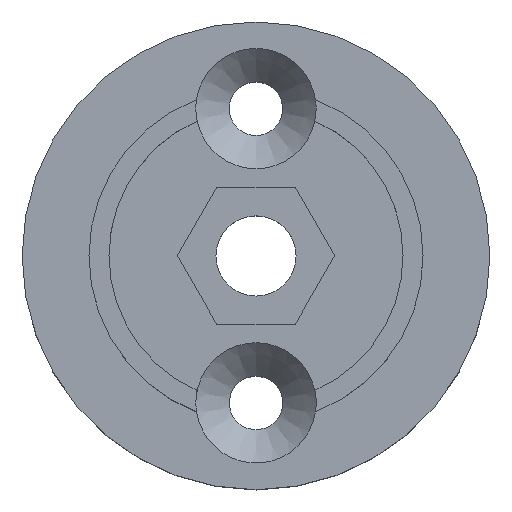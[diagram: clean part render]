
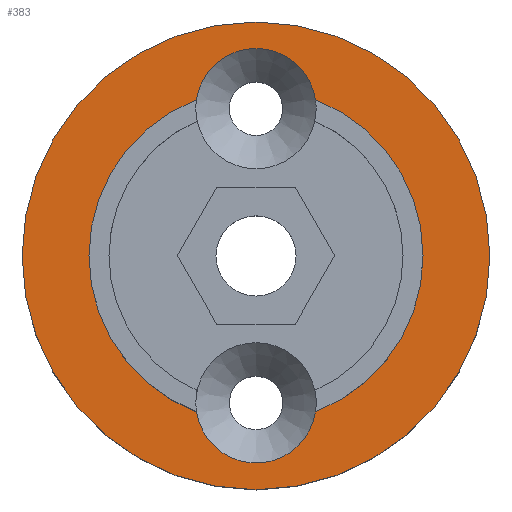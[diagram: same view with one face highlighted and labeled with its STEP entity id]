
A CAD part, top view. The second image highlights one B-rep face of the part: STEP entity #383.
In plain terms, the highlighted planar face has unit normal (0, 0, 1).
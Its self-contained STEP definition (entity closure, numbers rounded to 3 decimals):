
#243=CARTESIAN_POINT('',(481.594,1420.125,-36.016));
#244=VERTEX_POINT('',#243);
#266=CARTESIAN_POINT('',(481.585,1443.488,-36.016));
#267=VERTEX_POINT('',#266);
#268=CARTESIAN_POINT('',(486.038,1431.809,-36.016));
#269=DIRECTION('',(0.,0.,-1.));
#270=DIRECTION('',(-0.,1.,0.));
#271=AXIS2_PLACEMENT_3D('',#268,#269,#270);
#272=CIRCLE('',#271,12.5);
#273=EDGE_CURVE('',#244,#267,#272,.T.);
#321=CARTESIAN_POINT('',(486.038,1431.809,-36.016));
#322=DIRECTION('',(-0.,-0.,1.));
#323=DIRECTION('',(-1.,-0.,-0.));
#324=AXIS2_PLACEMENT_3D('',#321,#322,#323);
#325=PLANE('',#324);
#326=CARTESIAN_POINT('',(486.038,1414.309,-36.016));
#327=VERTEX_POINT('',#326);
#328=CARTESIAN_POINT('',(468.538,1431.809,-36.016));
#329=VERTEX_POINT('',#328);
#330=CARTESIAN_POINT('',(486.038,1431.809,-36.016));
#331=DIRECTION('',(-0.,-0.,1.));
#332=DIRECTION('',(0.,-1.,-0.));
#333=AXIS2_PLACEMENT_3D('',#330,#331,#332);
#334=CIRCLE('',#333,17.5);
#335=EDGE_CURVE('',#327,#329,#334,.T.);
#336=ORIENTED_EDGE('',*,*,#335,.T.);
#337=CARTESIAN_POINT('',(486.038,1431.809,-36.016));
#338=DIRECTION('',(-0.,-0.,1.));
#339=DIRECTION('',(0.,-1.,-0.));
#340=AXIS2_PLACEMENT_3D('',#337,#338,#339);
#341=CIRCLE('',#340,17.5);
#342=EDGE_CURVE('',#329,#327,#341,.T.);
#343=ORIENTED_EDGE('',*,*,#342,.T.);
#344=EDGE_LOOP('',(#336,#343));
#345=FACE_BOUND('',#344,.T.);
#346=ORIENTED_EDGE('',*,*,#273,.T.);
#347=CARTESIAN_POINT('',(486.036,1447.327,-36.016));
#348=VERTEX_POINT('',#347);
#349=CARTESIAN_POINT('',(486.036,1442.827,-36.016));
#350=DIRECTION('',(0.,0.,-1.));
#351=DIRECTION('',(-0.,1.,0.));
#352=AXIS2_PLACEMENT_3D('',#349,#350,#351);
#353=CIRCLE('',#352,4.5);
#354=EDGE_CURVE('',#267,#348,#353,.T.);
#355=ORIENTED_EDGE('',*,*,#354,.T.);
#356=CARTESIAN_POINT('',(490.486,1443.49,-36.016));
#357=VERTEX_POINT('',#356);
#358=CARTESIAN_POINT('',(486.036,1442.827,-36.016));
#359=DIRECTION('',(0.,0.,-1.));
#360=DIRECTION('',(-0.,1.,0.));
#361=AXIS2_PLACEMENT_3D('',#358,#359,#360);
#362=CIRCLE('',#361,4.5);
#363=EDGE_CURVE('',#348,#357,#362,.T.);
#364=ORIENTED_EDGE('',*,*,#363,.T.);
#365=CARTESIAN_POINT('',(490.489,1420.128,-36.016));
#366=VERTEX_POINT('',#365);
#367=CARTESIAN_POINT('',(486.038,1431.809,-36.016));
#368=DIRECTION('',(0.,0.,-1.));
#369=DIRECTION('',(-0.,1.,0.));
#370=AXIS2_PLACEMENT_3D('',#367,#368,#369);
#371=CIRCLE('',#370,12.5);
#372=EDGE_CURVE('',#357,#366,#371,.T.);
#373=ORIENTED_EDGE('',*,*,#372,.T.);
#374=CARTESIAN_POINT('',(486.041,1420.811,-36.016));
#375=DIRECTION('',(0.,0.,-1.));
#376=DIRECTION('',(-0.,1.,0.));
#377=AXIS2_PLACEMENT_3D('',#374,#375,#376);
#378=CIRCLE('',#377,4.5);
#379=EDGE_CURVE('',#366,#244,#378,.T.);
#380=ORIENTED_EDGE('',*,*,#379,.T.);
#381=EDGE_LOOP('',(#346,#355,#364,#373,#380));
#382=FACE_BOUND('',#381,.T.);
#383=ADVANCED_FACE('',(#345,#382),#325,.T.);
